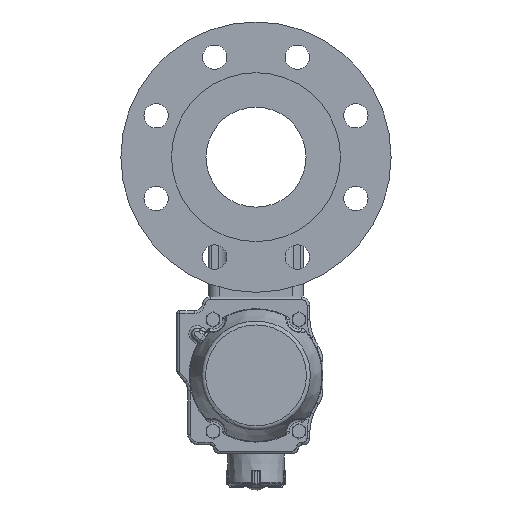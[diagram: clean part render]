
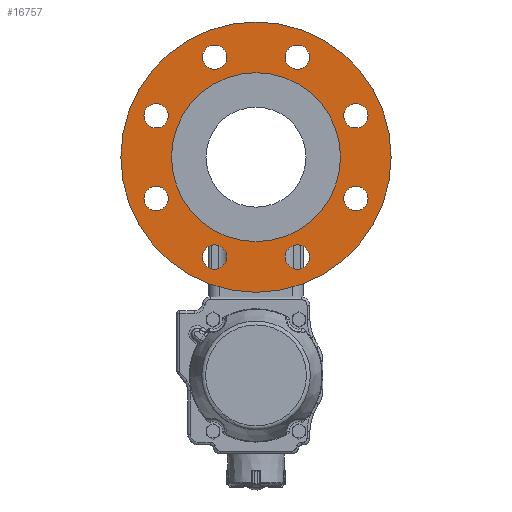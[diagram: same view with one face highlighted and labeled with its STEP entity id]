
A CAD part, front view. The second image highlights one B-rep face of the part: STEP entity #16757.
In plain terms, the highlighted planar face has unit normal (0, -1, 0).
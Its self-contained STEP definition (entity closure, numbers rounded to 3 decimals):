
#2576=PLANE('',#17868);
#3049=ORIENTED_EDGE('',*,*,#7438,.F.);
#3050=ORIENTED_EDGE('',*,*,#7439,.F.);
#3051=ORIENTED_EDGE('',*,*,#7440,.F.);
#3052=ORIENTED_EDGE('',*,*,#7441,.F.);
#3053=ORIENTED_EDGE('',*,*,#7442,.F.);
#3054=ORIENTED_EDGE('',*,*,#7443,.F.);
#3055=ORIENTED_EDGE('',*,*,#7444,.F.);
#3056=ORIENTED_EDGE('',*,*,#7445,.F.);
#3057=ORIENTED_EDGE('',*,*,#7407,.T.);
#3058=ORIENTED_EDGE('',*,*,#7436,.T.);
#7407=EDGE_CURVE('',#9596,#9596,#10918,.T.);
#7436=EDGE_CURVE('',#9625,#9625,#10939,.T.);
#7438=EDGE_CURVE('',#9627,#9627,#10941,.T.);
#7439=EDGE_CURVE('',#9628,#9628,#10942,.T.);
#7440=EDGE_CURVE('',#9629,#9629,#10943,.T.);
#7441=EDGE_CURVE('',#9630,#9630,#10944,.T.);
#7442=EDGE_CURVE('',#9631,#9631,#10945,.T.);
#7443=EDGE_CURVE('',#9632,#9632,#10946,.T.);
#7444=EDGE_CURVE('',#9633,#9633,#10947,.T.);
#7445=EDGE_CURVE('',#9634,#9634,#10948,.T.);
#9596=VERTEX_POINT('',#24626);
#9625=VERTEX_POINT('',#24686);
#9627=VERTEX_POINT('',#24691);
#9628=VERTEX_POINT('',#24693);
#9629=VERTEX_POINT('',#24695);
#9630=VERTEX_POINT('',#24697);
#9631=VERTEX_POINT('',#24699);
#9632=VERTEX_POINT('',#24701);
#9633=VERTEX_POINT('',#24703);
#9634=VERTEX_POINT('',#24705);
#10918=CIRCLE('',#17843,100.);
#10939=CIRCLE('',#17866,62.5);
#10941=CIRCLE('',#17869,9.);
#10942=CIRCLE('',#17870,9.);
#10943=CIRCLE('',#17871,9.);
#10944=CIRCLE('',#17872,9.);
#10945=CIRCLE('',#17873,9.);
#10946=CIRCLE('',#17874,9.);
#10947=CIRCLE('',#17875,9.);
#10948=CIRCLE('',#17876,9.);
#11881=EDGE_LOOP('',(#3049));
#11882=EDGE_LOOP('',(#3050));
#11883=EDGE_LOOP('',(#3051));
#11884=EDGE_LOOP('',(#3052));
#11885=EDGE_LOOP('',(#3053));
#11886=EDGE_LOOP('',(#3054));
#11887=EDGE_LOOP('',(#3055));
#11888=EDGE_LOOP('',(#3056));
#11889=EDGE_LOOP('',(#3057));
#11890=EDGE_LOOP('',(#3058));
#13068=FACE_BOUND('',#11881,.T.);
#13069=FACE_BOUND('',#11882,.T.);
#13070=FACE_BOUND('',#11883,.T.);
#13071=FACE_BOUND('',#11884,.T.);
#13072=FACE_BOUND('',#11885,.T.);
#13073=FACE_BOUND('',#11886,.T.);
#13074=FACE_BOUND('',#11887,.T.);
#13075=FACE_BOUND('',#11888,.T.);
#13076=FACE_BOUND('',#11889,.T.);
#13077=FACE_BOUND('',#11890,.T.);
#16757=ADVANCED_FACE('',(#13068,#13069,#13070,#13071,#13072,#13073,#13074,
#13075,#13076,#13077),#2576,.T.);
#17843=AXIS2_PLACEMENT_3D('',#24625,#19841,#19842);
#17866=AXIS2_PLACEMENT_3D('',#24685,#19895,#19896);
#17868=AXIS2_PLACEMENT_3D('',#24689,#19899,#19900);
#17869=AXIS2_PLACEMENT_3D('',#24690,#19901,#19902);
#17870=AXIS2_PLACEMENT_3D('',#24692,#19903,#19904);
#17871=AXIS2_PLACEMENT_3D('',#24694,#19905,#19906);
#17872=AXIS2_PLACEMENT_3D('',#24696,#19907,#19908);
#17873=AXIS2_PLACEMENT_3D('',#24698,#19909,#19910);
#17874=AXIS2_PLACEMENT_3D('',#24700,#19911,#19912);
#17875=AXIS2_PLACEMENT_3D('',#24702,#19913,#19914);
#17876=AXIS2_PLACEMENT_3D('',#24704,#19915,#19916);
#19841=DIRECTION('',(0.,-1.,0.));
#19842=DIRECTION('',(1.,0.,0.));
#19895=DIRECTION('',(0.,1.,0.));
#19896=DIRECTION('',(1.,0.,0.));
#19899=DIRECTION('',(0.,-1.,0.));
#19900=DIRECTION('',(0.,0.,-1.));
#19901=DIRECTION('',(0.,-1.,0.));
#19902=DIRECTION('',(-1.,0.,0.));
#19903=DIRECTION('',(0.,-1.,0.));
#19904=DIRECTION('',(-1.,0.,0.));
#19905=DIRECTION('',(0.,-1.,0.));
#19906=DIRECTION('',(-1.,0.,0.));
#19907=DIRECTION('',(0.,-1.,0.));
#19908=DIRECTION('',(-1.,0.,0.));
#19909=DIRECTION('',(0.,-1.,0.));
#19910=DIRECTION('',(-1.,0.,0.));
#19911=DIRECTION('',(0.,-1.,0.));
#19912=DIRECTION('',(-1.,0.,0.));
#19913=DIRECTION('',(0.,-1.,0.));
#19914=DIRECTION('',(-1.,0.,0.));
#19915=DIRECTION('',(0.,-1.,0.));
#19916=DIRECTION('',(-1.,0.,0.));
#24625=CARTESIAN_POINT('',(0.,-88.,0.));
#24626=CARTESIAN_POINT('',(100.,-88.,0.));
#24685=CARTESIAN_POINT('',(0.,-88.,0.));
#24686=CARTESIAN_POINT('',(62.5,-88.,0.));
#24689=CARTESIAN_POINT('',(0.,-88.,0.));
#24690=CARTESIAN_POINT('',(-73.91,-88.,30.615));
#24691=CARTESIAN_POINT('',(-82.91,-88.,30.615));
#24692=CARTESIAN_POINT('',(-30.615,-88.,73.91));
#24693=CARTESIAN_POINT('',(-39.615,-88.,73.91));
#24694=CARTESIAN_POINT('',(73.91,-88.,30.615));
#24695=CARTESIAN_POINT('',(64.91,-88.,30.615));
#24696=CARTESIAN_POINT('',(30.615,-88.,73.91));
#24697=CARTESIAN_POINT('',(21.615,-88.,73.91));
#24698=CARTESIAN_POINT('',(-73.91,-88.,-30.615));
#24699=CARTESIAN_POINT('',(-82.91,-88.,-30.615));
#24700=CARTESIAN_POINT('',(-30.615,-88.,-73.91));
#24701=CARTESIAN_POINT('',(-39.615,-88.,-73.91));
#24702=CARTESIAN_POINT('',(73.91,-88.,-30.615));
#24703=CARTESIAN_POINT('',(64.91,-88.,-30.615));
#24704=CARTESIAN_POINT('',(30.615,-88.,-73.91));
#24705=CARTESIAN_POINT('',(21.615,-88.,-73.91));
